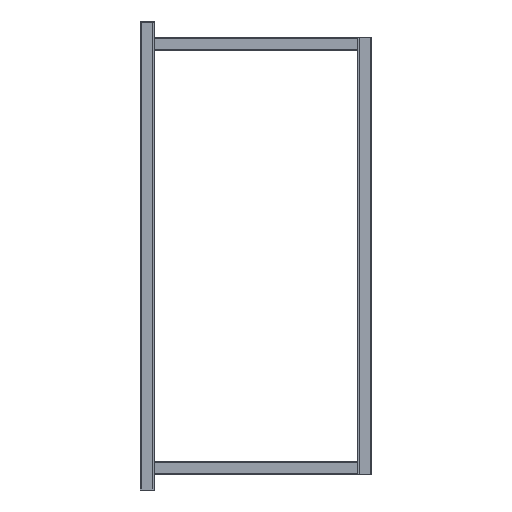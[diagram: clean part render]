
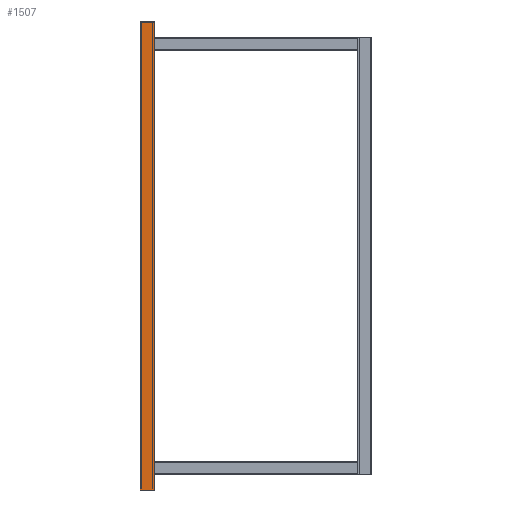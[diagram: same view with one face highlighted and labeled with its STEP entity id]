
A CAD part, left-side view. The second image highlights one B-rep face of the part: STEP entity #1507.
In plain terms, the highlighted planar face has unit normal (-1, 0, 0).
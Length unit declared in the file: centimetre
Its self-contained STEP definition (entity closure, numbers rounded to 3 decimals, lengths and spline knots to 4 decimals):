
#814=VERTEX_POINT('',#1908);
#817=VERTEX_POINT('',#1913);
#819=VERTEX_POINT('',#1918);
#820=VERTEX_POINT('',#1920);
#897=VECTOR('',#1684,1.);
#899=VECTOR('',#1687,1.);
#912=VECTOR('',#1704,1.);
#913=VECTOR('',#1705,1.);
#993=LINE('',#1914,#897);
#995=LINE('',#1919,#899);
#1008=LINE('',#1946,#912);
#1009=LINE('',#1947,#913);
#1097=EDGE_CURVE('',#817,#814,#993,.T.);
#1099=EDGE_CURVE('',#820,#819,#995,.T.);
#1112=EDGE_CURVE('',#819,#814,#1008,.T.);
#1113=EDGE_CURVE('',#817,#820,#1009,.T.);
#1274=ORIENTED_EDGE('',*,*,#1112,.T.);
#1275=ORIENTED_EDGE('',*,*,#1097,.F.);
#1276=ORIENTED_EDGE('',*,*,#1113,.T.);
#1277=ORIENTED_EDGE('',*,*,#1099,.T.);
#1395=EDGE_LOOP('',(#1274,#1275,#1276,#1277));
#1459=FACE_BOUND('',#1395,.T.);
#1507=ADVANCED_FACE('',(#1459),#2051,.T.);
#1557=AXIS2_PLACEMENT_3D('',#1945,#1703,$);
#1684=DIRECTION('',(0.,1.,0.));
#1687=DIRECTION('',(0.,1.,0.));
#1703=DIRECTION('',(-1.,0.,0.));
#1704=DIRECTION('',(0.,0.,-1.));
#1705=DIRECTION('',(0.,0.,1.));
#1908=CARTESIAN_POINT('',(0.,107.95,0.));
#1913=CARTESIAN_POINT('',(0.,0.,0.));
#1914=CARTESIAN_POINT('',(0.,0.,0.));
#1918=CARTESIAN_POINT('',(0.,107.95,3.175));
#1919=CARTESIAN_POINT('',(0.,0.,3.175));
#1920=CARTESIAN_POINT('',(0.,0.,3.175));
#1945=CARTESIAN_POINT('',(0.,0.,1.5875));
#1946=CARTESIAN_POINT('',(0.,107.95,0.));
#1947=CARTESIAN_POINT('',(0.,0.,0.));
#2051=PLANE('',#1557);
